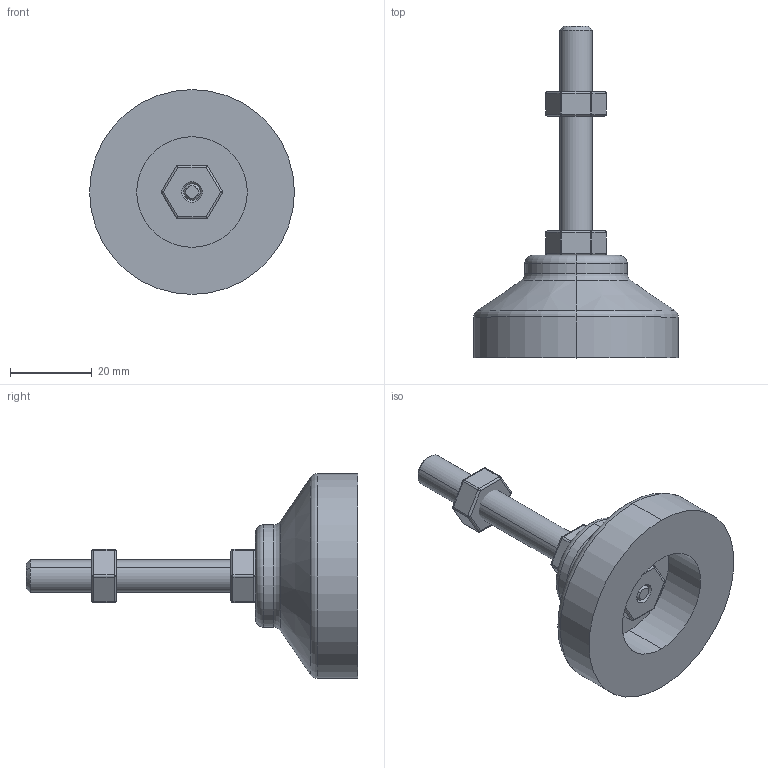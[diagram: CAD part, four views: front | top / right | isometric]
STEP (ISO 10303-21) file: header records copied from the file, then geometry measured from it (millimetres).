
FILE_DESCRIPTION (( 'STEP AP214' ), '1' );
FILE_NAME ('B689 Îïîðà ðåãóëèðóåìàÿ Ô50 Ì8õ50.STEP', '2025-07-18T13:14:32', ( '' ), ( '' ), 'SwSTEP 2.0', 'SolidWorks 2025', '' );
FILE_SCHEMA (( 'AUTOMOTIVE_DESIGN' ));
Length unit declared in the file: millimetre
Products named in the file (5): Вал_00; Гайка_00; Мал.гайка_00; Опора_00; B689 Опора регулируемая Ф50 М8х50
Assembly tree (4 placements, depth 2):
  B689 Опора регулируемая Ф50 М8х50
    Опора_00
    Вал_00
    Гайка_00
    Мал.гайка_00
Bounding box: 50 x 81 x 50 mm (x, y, z)
Volume: 32581.6 mm3; surface area: 10554.9 mm2
Topology: 4 solids, 4 shells, 157 faces, 336 edges, 169 vertices
Faces by surface type: cylinder 70, sphere 38, plane 29, cone 14, torus 6
Entity records: 4122 total; most frequent: DIRECTION 802, CARTESIAN_POINT 630, ORIENTED_EDGE 612, AXIS2_PLACEMENT_3D 332, EDGE_CURVE 306, CIRCLE 168, EDGE_LOOP 166, VERTEX_POINT 160
